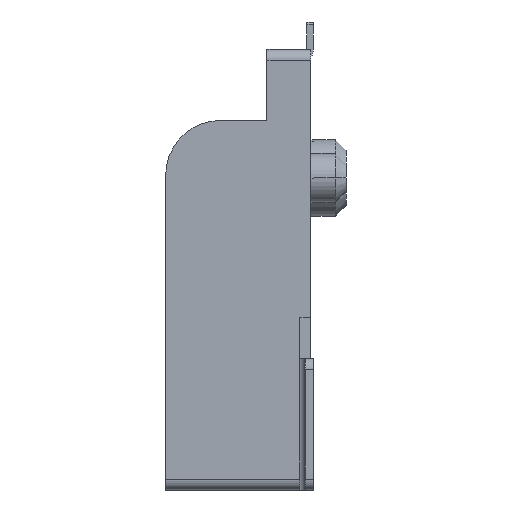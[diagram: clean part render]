
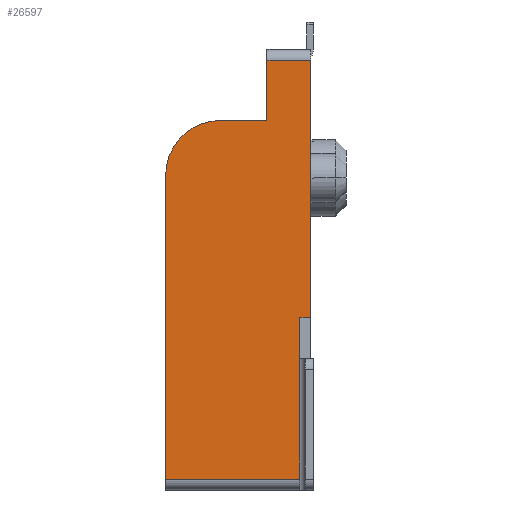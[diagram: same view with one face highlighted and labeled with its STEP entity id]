
A CAD part, left-side view. The second image highlights one B-rep face of the part: STEP entity #26597.
In plain terms, the highlighted planar face has unit normal (-1, 0, 0).
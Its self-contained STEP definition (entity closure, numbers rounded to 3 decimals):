
#823=DIRECTION('',(0.,0.,1.));
#824=VECTOR('',#823,4.7);
#825=CARTESIAN_POINT('',(-11.,0.05,-0.8));
#826=LINE('',#825,#824);
#1090=DIRECTION('',(0.,0.,-1.));
#1091=VECTOR('',#1090,2.95);
#1092=CARTESIAN_POINT('',(-11.,0.25,-0.8));
#1093=LINE('',#1092,#1091);
#1094=DIRECTION('',(0.,0.,1.));
#1095=VECTOR('',#1094,5.55);
#1096=CARTESIAN_POINT('',(-11.,2.7,-3.75));
#1097=LINE('',#1096,#1095);
#1098=CARTESIAN_POINT('',(-11.,1.7,1.8));
#1099=DIRECTION('',(1.,0.,0.));
#1100=DIRECTION('',(0.,1.,0.));
#1101=AXIS2_PLACEMENT_3D('',#1098,#1099,#1100);
#1103=DIRECTION('',(0.,-1.,0.));
#1104=VECTOR('',#1103,0.85);
#1105=CARTESIAN_POINT('',(-11.,1.7,2.8));
#1106=LINE('',#1105,#1104);
#1107=DIRECTION('',(0.,0.,1.));
#1108=VECTOR('',#1107,1.1);
#1109=CARTESIAN_POINT('',(-11.,0.85,2.8));
#1110=LINE('',#1109,#1108);
#1119=DIRECTION('',(0.,-1.,0.));
#1120=VECTOR('',#1119,0.2);
#1121=CARTESIAN_POINT('',(-11.,0.25,-0.8));
#1122=LINE('',#1121,#1120);
#1735=DIRECTION('',(0.,-1.,0.));
#1736=VECTOR('',#1735,2.45);
#1737=CARTESIAN_POINT('',(-11.,2.7,-3.75));
#1738=LINE('',#1737,#1736);
#5302=DIRECTION('',(0.,1.,0.));
#5303=VECTOR('',#5302,0.8);
#5304=CARTESIAN_POINT('',(-11.,0.05,3.9));
#5305=LINE('',#5304,#5303);
#19357=CARTESIAN_POINT('',(-11.,0.85,2.8));
#19358=VERTEX_POINT('',#19357);
#19359=CARTESIAN_POINT('',(-11.,1.7,2.8));
#19360=VERTEX_POINT('',#19359);
#19365=CARTESIAN_POINT('',(-11.,0.85,3.9));
#19366=VERTEX_POINT('',#19365);
#19923=CARTESIAN_POINT('',(-11.,0.05,-0.8));
#19924=VERTEX_POINT('',#19923);
#19925=CARTESIAN_POINT('',(-11.,0.25,-0.8));
#19926=VERTEX_POINT('',#19925);
#19927=CARTESIAN_POINT('',(-11.,0.25,-3.75));
#19928=VERTEX_POINT('',#19927);
#19929=CARTESIAN_POINT('',(-11.,2.7,-3.75));
#19930=VERTEX_POINT('',#19929);
#19931=CARTESIAN_POINT('',(-11.,2.7,1.8));
#19932=VERTEX_POINT('',#19931);
#24700=CARTESIAN_POINT('',(-11.,0.05,3.9));
#24701=VERTEX_POINT('',#24700);
#26577=CARTESIAN_POINT('',(-11.,1.35,0.075));
#26578=DIRECTION('',(1.,0.,0.));
#26579=DIRECTION('',(0.,0.,-1.));
#26580=AXIS2_PLACEMENT_3D('',#26577,#26578,#26579);
#26581=PLANE('',#26580);
#26582=ORIENTED_EDGE('',*,*,#26188,.F.);
#26584=ORIENTED_EDGE('',*,*,#26583,.F.);
#26586=ORIENTED_EDGE('',*,*,#26585,.T.);
#26588=ORIENTED_EDGE('',*,*,#26587,.F.);
#26589=ORIENTED_EDGE('',*,*,#26525,.T.);
#26590=ORIENTED_EDGE('',*,*,#26571,.T.);
#26591=ORIENTED_EDGE('',*,*,#25450,.T.);
#26592=ORIENTED_EDGE('',*,*,#25466,.T.);
#26594=ORIENTED_EDGE('',*,*,#26593,.F.);
#26595=EDGE_LOOP('',(#26582,#26584,#26586,#26588,#26589,#26590,#26591,#26592,
#26594));
#26596=FACE_OUTER_BOUND('',#26595,.F.);
#26597=ADVANCED_FACE('',(#26596),#26581,.F.);
#1102=CIRCLE('',#1101,1.);
#25450=EDGE_CURVE('',#19360,#19358,#1106,.T.);
#25466=EDGE_CURVE('',#19358,#19366,#1110,.T.);
#26188=EDGE_CURVE('',#19924,#24701,#826,.T.);
#26525=EDGE_CURVE('',#19930,#19932,#1097,.T.);
#26571=EDGE_CURVE('',#19932,#19360,#1102,.T.);
#26583=EDGE_CURVE('',#19926,#19924,#1122,.T.);
#26585=EDGE_CURVE('',#19926,#19928,#1093,.T.);
#26587=EDGE_CURVE('',#19930,#19928,#1738,.T.);
#26593=EDGE_CURVE('',#24701,#19366,#5305,.T.);
